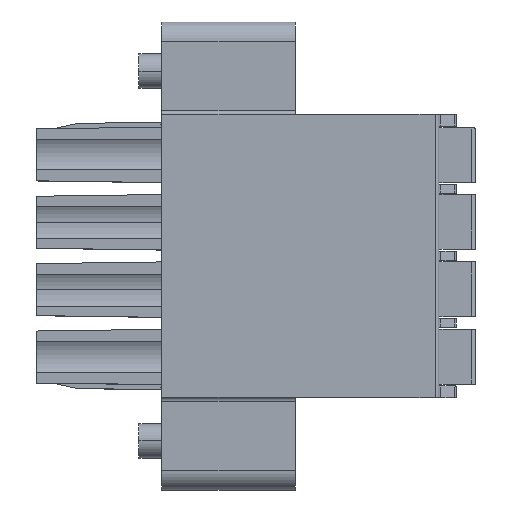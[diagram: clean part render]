
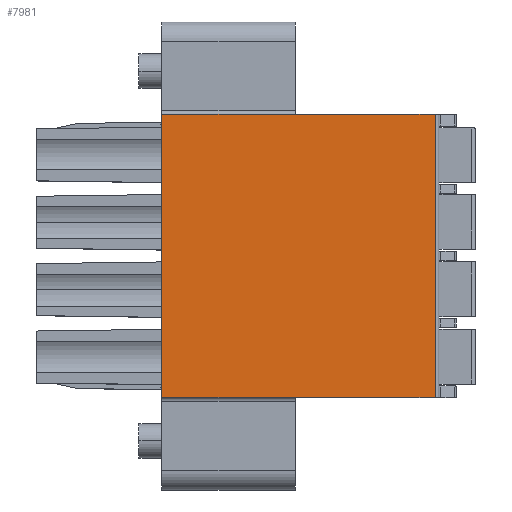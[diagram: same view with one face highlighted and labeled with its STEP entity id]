
A CAD part, top view. The second image highlights one B-rep face of the part: STEP entity #7981.
In plain terms, the highlighted planar face has unit normal (0, 0, 1).
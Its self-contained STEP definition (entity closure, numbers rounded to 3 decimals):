
#2308=DIRECTION('',(0.,1.,0.));
#2309=VECTOR('',#2308,14.7);
#2310=CARTESIAN_POINT('',(-6.625,-35.645,23.4));
#2311=LINE('',#2310,#2309);
#2312=DIRECTION('',(0.,-1.,0.));
#2313=VECTOR('',#2312,14.7);
#2314=CARTESIAN_POINT('',(7.575,-20.945,23.4));
#2315=LINE('',#2314,#2313);
#2316=DIRECTION('',(-1.,0.,0.));
#2317=VECTOR('',#2316,6.95);
#2318=CARTESIAN_POINT('',(0.325,-20.945,23.4));
#2319=LINE('',#2318,#2317);
#2400=DIRECTION('',(-1.,0.,0.));
#2401=VECTOR('',#2400,7.25);
#2402=CARTESIAN_POINT('',(7.575,-20.945,23.4));
#2403=LINE('',#2402,#2401);
#2694=DIRECTION('',(1.,0.,0.));
#2695=VECTOR('',#2694,7.25);
#2696=CARTESIAN_POINT('',(0.325,-35.645,23.4));
#2697=LINE('',#2696,#2695);
#3045=DIRECTION('',(1.,0.,0.));
#3046=VECTOR('',#3045,6.95);
#3047=CARTESIAN_POINT('',(-6.625,-35.645,23.4));
#3048=LINE('',#3047,#3046);
#3843=CARTESIAN_POINT('',(-6.625,-35.645,23.4));
#3845=VERTEX_POINT('',#3843);
#4018=CARTESIAN_POINT('',(7.575,-35.645,23.4));
#4019=VERTEX_POINT('',#4018);
#4020=CARTESIAN_POINT('',(0.325,-35.645,23.4));
#4021=VERTEX_POINT('',#4020);
#4621=CARTESIAN_POINT('',(-6.625,-20.945,23.4));
#4622=VERTEX_POINT('',#4621);
#4702=CARTESIAN_POINT('',(7.575,-20.945,23.4));
#4703=VERTEX_POINT('',#4702);
#4704=CARTESIAN_POINT('',(0.325,-20.945,23.4));
#4705=VERTEX_POINT('',#4704);
#7964=CARTESIAN_POINT('',(4.299,13.355,23.4));
#7965=DIRECTION('',(0.,0.,1.));
#7966=DIRECTION('',(-1.,0.,0.));
#7967=AXIS2_PLACEMENT_3D('',#7964,#7965,#7966);
#7968=PLANE('',#7967);
#7969=ORIENTED_EDGE('',*,*,#4954,.T.);
#7971=ORIENTED_EDGE('',*,*,#7970,.F.);
#7973=ORIENTED_EDGE('',*,*,#7972,.F.);
#7974=ORIENTED_EDGE('',*,*,#7954,.T.);
#7976=ORIENTED_EDGE('',*,*,#7975,.F.);
#7978=ORIENTED_EDGE('',*,*,#7977,.F.);
#7979=EDGE_LOOP('',(#7969,#7971,#7973,#7974,#7976,#7978));
#7980=FACE_OUTER_BOUND('',#7979,.F.);
#4954=EDGE_CURVE('',#3845,#4622,#2311,.T.);
#7954=EDGE_CURVE('',#4703,#4019,#2315,.T.);
#7970=EDGE_CURVE('',#4705,#4622,#2319,.T.);
#7972=EDGE_CURVE('',#4703,#4705,#2403,.T.);
#7975=EDGE_CURVE('',#4021,#4019,#2697,.T.);
#7977=EDGE_CURVE('',#3845,#4021,#3048,.T.);
#7981=ADVANCED_FACE('',(#7980),#7968,.T.);
